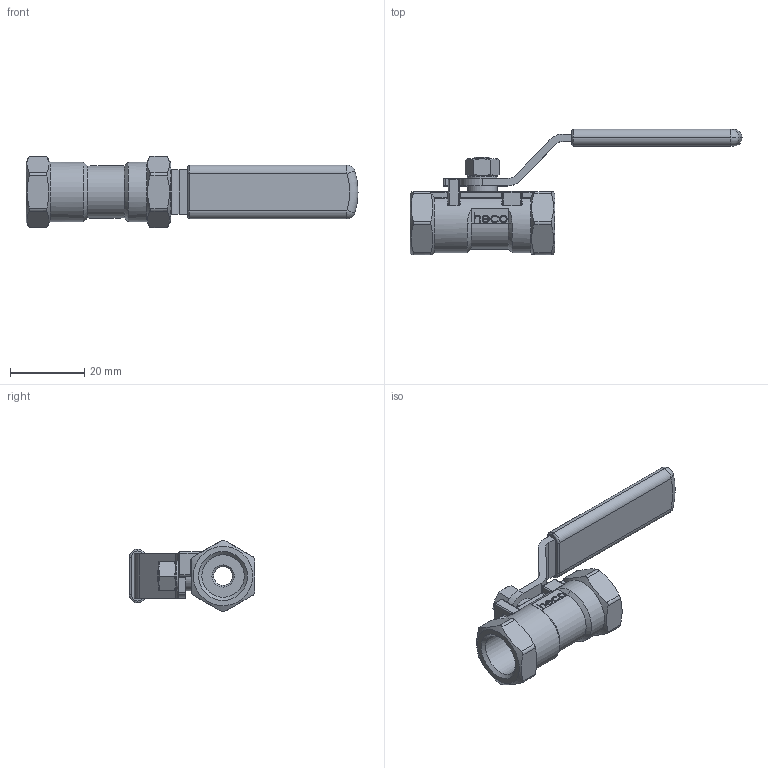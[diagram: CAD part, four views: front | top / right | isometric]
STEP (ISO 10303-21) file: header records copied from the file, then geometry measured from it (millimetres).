
FILE_DESCRIPTION (( 'STEP AP214' ), '1' );
FILE_NAME ('KU-014-ECO-4 Kugelhahn heco.STEP', '2013-10-10T07:30:13', ( 'test' ), ( '' ), 'SwSTEP 2.0', 'SolidWorks 2011', '' );
FILE_SCHEMA (( 'AUTOMOTIVE_DESIGN' ));
Length unit declared in the file: millimetre
Products named in the file (1): KU-014-ECO-4 Kugelhahn heco
Bounding box: 89.5 x 33.75 x 19.32 mm (x, y, z)
Volume: 9720.2 mm3; surface area: 6611.4 mm2
Topology: 2 solids, 2 shells, 574 faces, 1473 edges, 935 vertices
Faces by surface type: plane 231, bspline 192, cylinder 84, cone 26, torus 24, sphere 17
Full cylindrical faces by diameter (mm): 5 x1, 8 x2, 11.445 x2
Entity records: 33803 total; most frequent: CARTESIAN_POINT 15086, ORIENTED_EDGE 2886, DIRECTION 1917, EDGE_CURVE 1443, VERTEX_POINT 930, LINE 743, VECTOR 743, EDGE_LOOP 633
